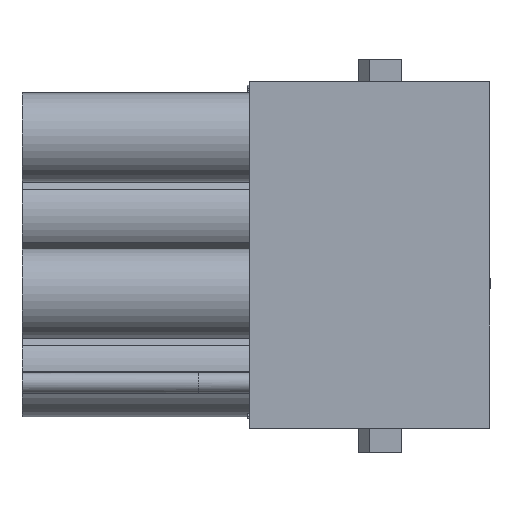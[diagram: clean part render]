
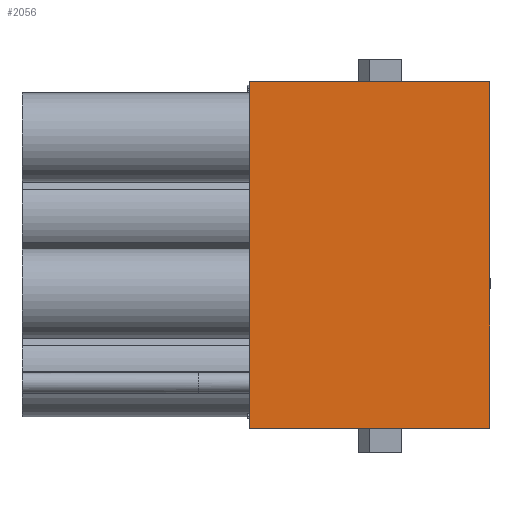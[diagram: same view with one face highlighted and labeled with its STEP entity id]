
A CAD part, left-side view. The second image highlights one B-rep face of the part: STEP entity #2056.
In plain terms, the highlighted planar face has unit normal (-1, 0, 0).
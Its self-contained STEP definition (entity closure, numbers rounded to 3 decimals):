
#2056=ADVANCED_FACE('',(#2664),#2364,.T.);
#2364=PLANE('',#8727);
#2664=FACE_OUTER_BOUND('',#3068,.T.);
#3068=EDGE_LOOP('',(#4829,#4830,#4831,#4832));
#4829=ORIENTED_EDGE('',*,*,#6398,.F.);
#4830=ORIENTED_EDGE('',*,*,#6393,.T.);
#4831=ORIENTED_EDGE('',*,*,#6389,.T.);
#4832=ORIENTED_EDGE('',*,*,#6400,.T.);
#5491=VERTEX_POINT('',#12296);
#5492=VERTEX_POINT('',#12297);
#5495=VERTEX_POINT('',#12305);
#5498=VERTEX_POINT('',#12315);
#6389=EDGE_CURVE('',#5491,#5492,#7216,.T.);
#6393=EDGE_CURVE('',#5495,#5491,#7220,.T.);
#6398=EDGE_CURVE('',#5495,#5498,#7225,.T.);
#6400=EDGE_CURVE('',#5492,#5498,#7227,.T.);
#7216=LINE('',#12295,#8043);
#7220=LINE('',#12304,#8047);
#7225=LINE('',#12314,#8052);
#7227=LINE('',#12318,#8054);
#8043=VECTOR('',#10340,1.);
#8047=VECTOR('',#10346,1.);
#8052=VECTOR('',#10355,1.);
#8054=VECTOR('',#10359,1.);
#8727=AXIS2_PLACEMENT_3D('',#12319,#10360,#10361);
#10340=DIRECTION('',(0.,1.,0.));
#10346=DIRECTION('',(0.,0.,1.));
#10355=DIRECTION('',(0.,1.,0.));
#10359=DIRECTION('',(0.,0.,-1.));
#10360=DIRECTION('',(-1.,0.,0.));
#10361=DIRECTION('',(0.,0.,-1.));
#12295=CARTESIAN_POINT('',(-7.3,-21.,15.25));
#12296=CARTESIAN_POINT('',(-7.3,-21.,15.25));
#12297=CARTESIAN_POINT('',(-7.3,0.,15.25));
#12304=CARTESIAN_POINT('',(-7.3,-21.,-15.05));
#12305=CARTESIAN_POINT('',(-7.3,-21.,-15.05));
#12314=CARTESIAN_POINT('',(-7.3,-21.,-15.05));
#12315=CARTESIAN_POINT('',(-7.3,0.,-15.05));
#12318=CARTESIAN_POINT('',(-7.3,0.,15.25));
#12319=CARTESIAN_POINT('',(-7.3,0.56,16.108));
